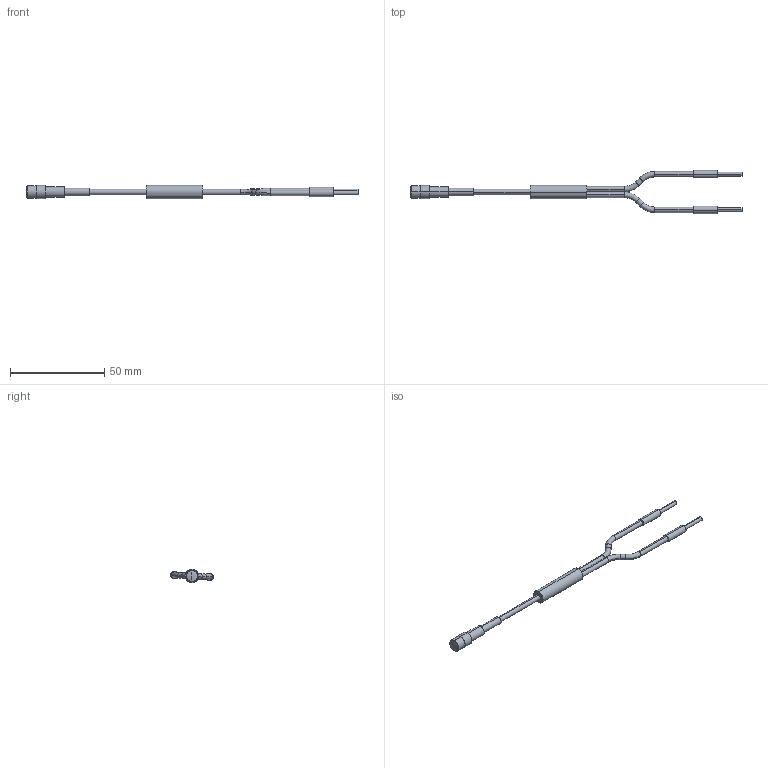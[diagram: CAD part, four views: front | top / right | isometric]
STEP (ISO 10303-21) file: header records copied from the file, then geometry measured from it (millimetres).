
FILE_DESCRIPTION (( 'STEP AP214' ), '1' );
FILE_NAME ('GPF-D016-FA250-2.5-LENS.STEP', '2017-11-17T22:00:45', ( '' ), ( '' ), 'SwSTEP 2.0', 'SolidWorks 2018', '' );
FILE_SCHEMA (( 'AUTOMOTIVE_DESIGN' ));
Length unit declared in the file: millimetre
Products named in the file (3): GPF-D016-FA250-2.5-LENS_GLASS FIBER; GPF-D016-FA250-2.5-LENS; GPF-D016-FA250-2.5-LENS_HEAD
Assembly tree (2 placements, depth 2):
  GPF-D016-FA250-2.5-LENS
    GPF-D016-FA250-2.5-LENS_HEAD
    GPF-D016-FA250-2.5-LENS_GLASS FIBER
Bounding box: 176.5 x 22.94 x 7 mm (x, y, z)
Volume: 3341.1 mm3; surface area: 3248.3 mm2
Topology: 2 solids, 2 shells, 57 faces, 120 edges, 75 vertices
Faces by surface type: cylinder 32, plane 13, torus 8, bspline 2, cone 2
Entity records: 1700 total; most frequent: DIRECTION 318, CARTESIAN_POINT 291, ORIENTED_EDGE 236, AXIS2_PLACEMENT_3D 142, EDGE_CURVE 118, CIRCLE 82, VERTEX_POINT 75, EDGE_LOOP 67
